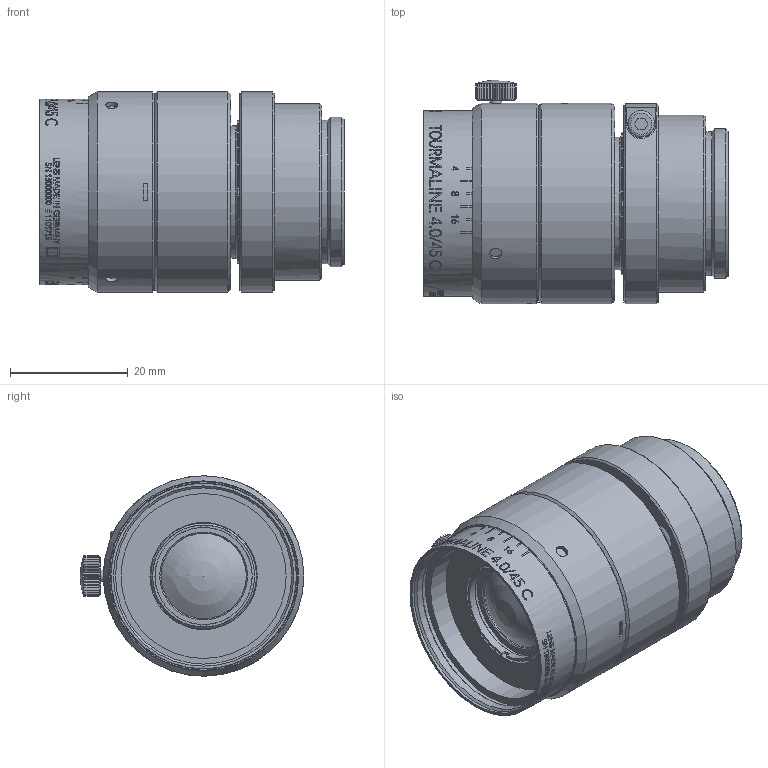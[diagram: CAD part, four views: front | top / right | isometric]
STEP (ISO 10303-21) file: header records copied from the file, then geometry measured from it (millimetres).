
FILE_DESCRIPTION(/* description */ (''),/* implementation_level */ '2;1');
FILE_NAME(/* name */ '1101715_00162902_003.stp',/* time_stamp */ '2021-09-28T11:39:08+02:00',/* author */ (''),/* organization */ (''),/* preprocessor_version */ 'ST-DEVELOPER v16',/* originating_system */ 'SIEMENS PLM Software NX 10.0',/* authorisation */ '');
FILE_SCHEMA (('AP203_CONFIGURATION_CONTROLLED_3D_DESIGN_OF_MECHANICAL_PARTS_AND_ASSEMBLIES_MIM_LF { 1 0 10303 403 2 1 2}'));
Length unit declared in the file: millimetre
Products named in the file (1): Froe4858AFF14spp
Bounding box: 51.61 x 37.94 x 34 mm (x, y, z)
Volume: 28769.1 mm3; surface area: 13150.1 mm2
Topology: 1 solids, 5 shells, 420 faces, 1500 edges, 1206 vertices
Faces by surface type: cylinder 193, plane 165, cone 54, torus 5, sphere 3
Full cylindrical faces by diameter (mm): 1.6 x1, 2 x1, 2.05 x3, 2.5 x1, 14.5 x1, 16.5 x1, 17 x1, 17.3 x1, 17.5 x1, 18.2 x3, 20 x1, 21 x1, 22.5 x1, 23 x2, 23.2 x1, 24.4 x1, 25.4 x1, 28 x1, 29.9 x1, 30 x1, 30.6 x2, 31.5 x1, 31.51 x1, 32 x1, 34 x2
Entity records: 18681 total; most frequent: CARTESIAN_POINT 7145, ORIENTED_EDGE 2805, DIRECTION 1640, EDGE_CURVE 1416, VERTEX_POINT 1182, B_SPLINE_CURVE_WITH_KNOTS 862, AXIS2_PLACEMENT_3D 703, EDGE_LOOP 615
